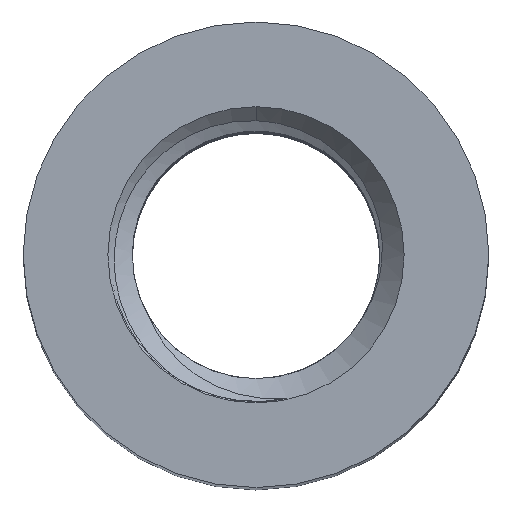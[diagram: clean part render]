
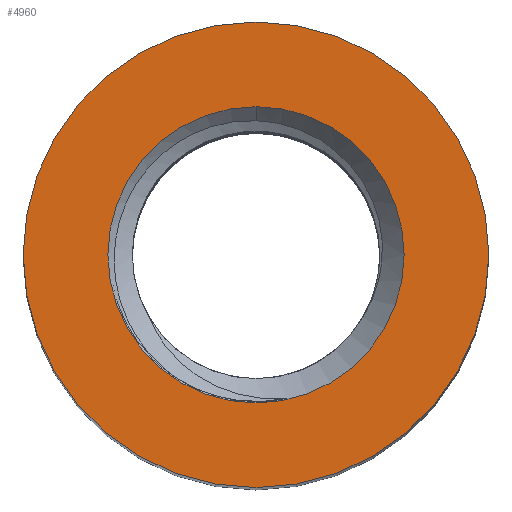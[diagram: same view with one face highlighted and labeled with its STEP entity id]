
A CAD part, top view. The second image highlights one B-rep face of the part: STEP entity #4960.
In plain terms, the highlighted planar face has unit normal (0, 0, 1).
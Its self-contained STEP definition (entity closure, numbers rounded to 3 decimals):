
#29=CARTESIAN_POINT('',(0.,0.,14.));
#30=DIRECTION('',(0.,0.,1.));
#31=DIRECTION('',(1.,0.,0.));
#32=AXIS2_PLACEMENT_3D('',#29,#30,#31);
#34=CARTESIAN_POINT('',(0.,0.,14.));
#35=DIRECTION('',(0.,0.,1.));
#36=DIRECTION('',(-1.,0.,0.));
#37=AXIS2_PLACEMENT_3D('',#34,#35,#36);
#39=CARTESIAN_POINT('',(0.,0.,14.));
#40=DIRECTION('',(0.,0.,1.));
#41=DIRECTION('',(0.,1.,0.));
#42=AXIS2_PLACEMENT_3D('',#39,#40,#41);
#44=CARTESIAN_POINT('',(0.,0.,14.));
#45=DIRECTION('',(0.,0.,1.));
#46=DIRECTION('',(0.,-1.,0.));
#47=AXIS2_PLACEMENT_3D('',#44,#45,#46);
#4806=CARTESIAN_POINT('',(0.,1.515,14.));
#4808=VERTEX_POINT('',#4806);
#4814=CARTESIAN_POINT('',(0.,-1.515,14.));
#4815=VERTEX_POINT('',#4814);
#4892=CARTESIAN_POINT('',(2.38,0.,14.));
#4893=CARTESIAN_POINT('',(-2.38,0.,14.));
#4894=VERTEX_POINT('',#4892);
#4895=VERTEX_POINT('',#4893);
#4945=CARTESIAN_POINT('',(0.,0.,14.));
#4946=DIRECTION('',(0.,0.,1.));
#4947=DIRECTION('',(1.,0.,0.));
#4948=AXIS2_PLACEMENT_3D('',#4945,#4946,#4947);
#4949=PLANE('',#4948);
#4950=ORIENTED_EDGE('',*,*,#4925,.F.);
#4951=ORIENTED_EDGE('',*,*,#4939,.F.);
#4952=EDGE_LOOP('',(#4950,#4951));
#4953=FACE_OUTER_BOUND('',#4952,.F.);
#4955=ORIENTED_EDGE('',*,*,#4954,.T.);
#4957=ORIENTED_EDGE('',*,*,#4956,.T.);
#4958=EDGE_LOOP('',(#4955,#4957));
#4959=FACE_BOUND('',#4958,.F.);
#4960=ADVANCED_FACE('',(#4953,#4959),#4949,.T.);
#33=CIRCLE('',#32,2.38);
#38=CIRCLE('',#37,2.38);
#43=CIRCLE('',#42,1.515);
#48=CIRCLE('',#47,1.515);
#4925=EDGE_CURVE('',#4894,#4895,#33,.T.);
#4939=EDGE_CURVE('',#4895,#4894,#38,.T.);
#4954=EDGE_CURVE('',#4808,#4815,#43,.T.);
#4956=EDGE_CURVE('',#4815,#4808,#48,.T.);
